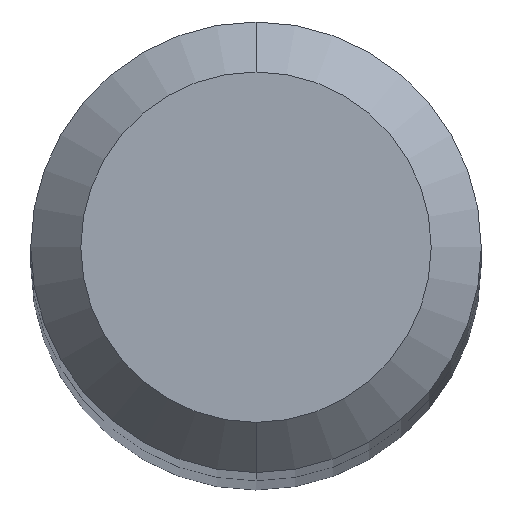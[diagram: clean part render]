
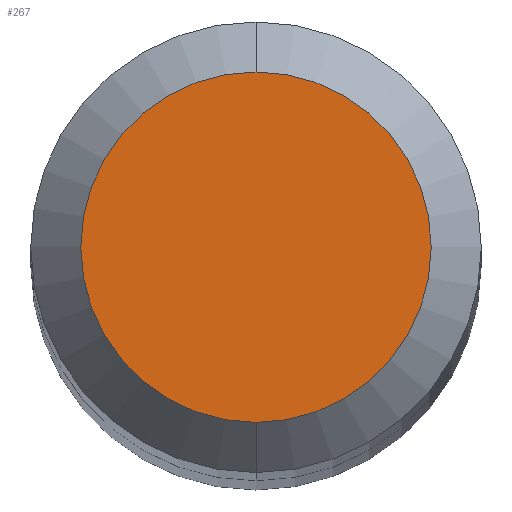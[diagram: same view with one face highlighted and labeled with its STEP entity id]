
A CAD part, top view. The second image highlights one B-rep face of the part: STEP entity #267.
In plain terms, the highlighted planar face has unit normal (0, 0, 1).
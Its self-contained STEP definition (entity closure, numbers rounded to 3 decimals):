
#1 = VERTEX_POINT ( 'NONE', #220 ) ;
#6 = CARTESIAN_POINT ( 'NONE',  ( 0., 0., 61. ) ) ;
#13 = DIRECTION ( 'NONE',  ( 0., 0., -1. ) ) ;
#55 = EDGE_LOOP ( 'NONE', ( #80, #229 ) ) ;
#71 = AXIS2_PLACEMENT_3D ( 'NONE', #127, #225, #327 ) ;
#80 = ORIENTED_EDGE ( 'NONE', *, *, #310, .F. ) ;
#97 = EDGE_CURVE ( 'NONE', #1, #156, #241, .T. ) ;
#101 = AXIS2_PLACEMENT_3D ( 'NONE', #130, #253, #205 ) ;
#117 = CIRCLE ( 'NONE', #71, 1.05 ) ;
#127 = CARTESIAN_POINT ( 'NONE',  ( 0., 0., 61. ) ) ;
#130 = CARTESIAN_POINT ( 'NONE',  ( 0., 0., 61. ) ) ;
#136 = PLANE ( 'NONE',  #330 ) ;
#156 = VERTEX_POINT ( 'NONE', #185 ) ;
#185 = CARTESIAN_POINT ( 'NONE',  ( 0., 1.05, 61. ) ) ;
#205 = DIRECTION ( 'NONE',  ( 0., 1., 0. ) ) ;
#220 = CARTESIAN_POINT ( 'NONE',  ( 0., -1.05, 61. ) ) ;
#225 = DIRECTION ( 'NONE',  ( 0., 0., -1. ) ) ;
#229 = ORIENTED_EDGE ( 'NONE', *, *, #97, .F. ) ;
#241 = CIRCLE ( 'NONE', #101, 1.05 ) ;
#253 = DIRECTION ( 'NONE',  ( 0., 0., -1. ) ) ;
#267 = ADVANCED_FACE ( 'NONE', ( #294 ), #136, .F. ) ;
#294 = FACE_OUTER_BOUND ( 'NONE', #55, .T. ) ;
#310 = EDGE_CURVE ( 'NONE', #156, #1, #117, .T. ) ;
#315 = DIRECTION ( 'NONE',  ( 0., 1., 0. ) ) ;
#327 = DIRECTION ( 'NONE',  ( 0., 1., 0. ) ) ;
#330 = AXIS2_PLACEMENT_3D ( 'NONE', #6, #13, #315 ) ;
